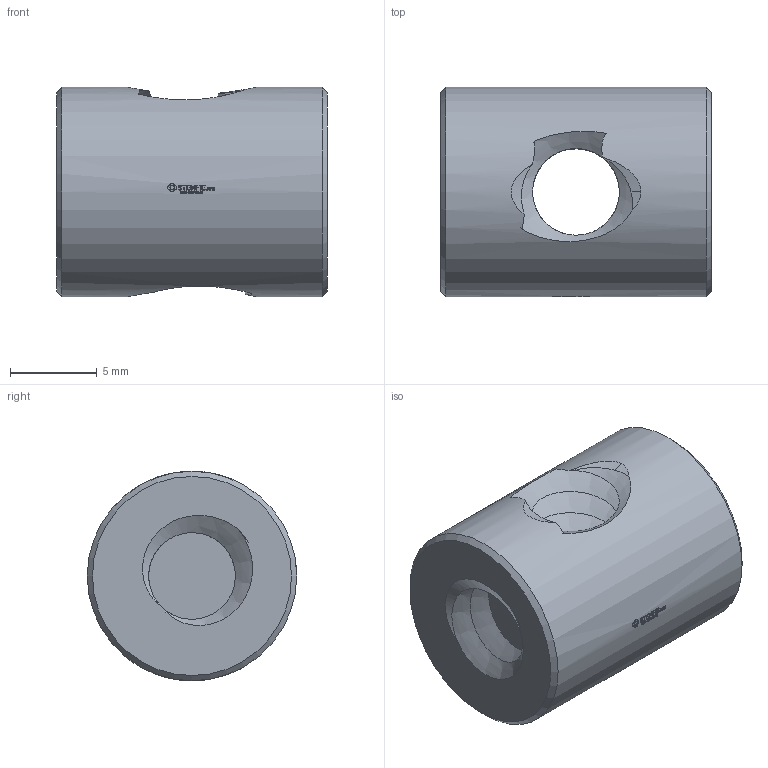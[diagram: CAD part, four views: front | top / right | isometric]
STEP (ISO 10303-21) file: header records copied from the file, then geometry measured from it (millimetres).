
FILE_DESCRIPTION(('FreeCAD Model'),'2;1');
FILE_NAME('Open CASCADE Shape Model','2021-07-30T00:01:12',( 'Paulo Kiefe'),('STEMFIE.org'),'Open CASCADE STEP processor 7.4', 'FreeCAD','Unknown');
FILE_SCHEMA(('AUTOMOTIVE_DESIGN { 1 0 10303 214 1 1 1 1 }'));
Length unit declared in the file: millimetre
Products named in the file (1): Nut_RH_BRL_CRS_SYM_ERHRH_BU01.25x01.00_-_SPN-NUT-0049_(stemfie.org)001
Bounding box: 15.62 x 12.1 x 12.1 mm (x, y, z)
Volume: 1215 mm3; surface area: 1449.2 mm2
Topology: 1 solids, 1 shells, 475 faces, 1317 edges, 877 vertices
Faces by surface type: plane 304, extrusion 146, cylinder 9, cone 8, bspline 8
Full cylindrical faces by diameter (mm): 12.1 x1
Entity records: 46670 total; most frequent: CARTESIAN_POINT 22124, DIRECTION 3809, ORIENTED_EDGE 2634, PCURVE 2634, DEFINITIONAL_REPRESENTATION 2634, VECTOR 2527, LINE 2381, EDGE_CURVE 1317
